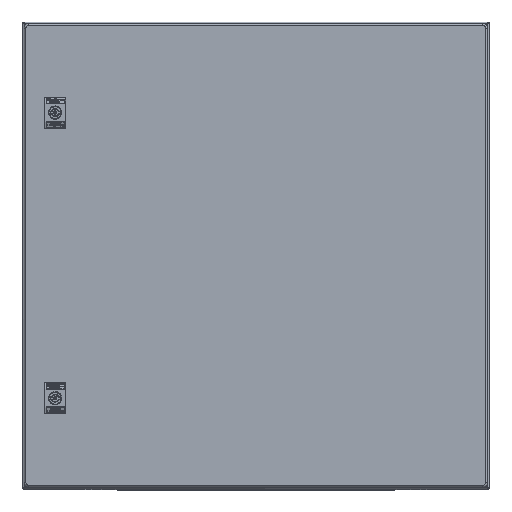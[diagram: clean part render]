
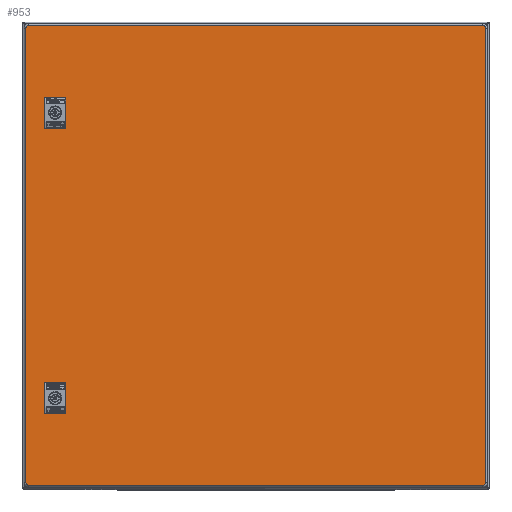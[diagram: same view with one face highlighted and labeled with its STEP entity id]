
A CAD part, top view. The second image highlights one B-rep face of the part: STEP entity #953.
In plain terms, the highlighted planar face has unit normal (0, 0, 1).
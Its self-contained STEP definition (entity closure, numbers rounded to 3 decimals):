
#953=ADVANCED_FACE('',(#5688,#5689,#5690),#5691,.T.);
#5688=FACE_OUTER_BOUND('',#16044,.T.);
#5689=FACE_BOUND('',#16045,.T.);
#5690=FACE_BOUND('',#16046,.T.);
#5691=PLANE('',#16047);
#16044=EDGE_LOOP('',(#34115,#34116,#34117,#34118,#34119,#34120,#34121,#34122));
#16045=EDGE_LOOP('',(#34123,#34124,#34125,#34126));
#16046=EDGE_LOOP('',(#34127,#34128,#34129,#34130));
#16047=AXIS2_PLACEMENT_3D('',#34131,#34132,#34133);
#34115=ORIENTED_EDGE('',*,*,#62261,.F.);
#34116=ORIENTED_EDGE('',*,*,#62262,.T.);
#34117=ORIENTED_EDGE('',*,*,#62263,.F.);
#34118=ORIENTED_EDGE('',*,*,#62264,.T.);
#34119=ORIENTED_EDGE('',*,*,#62265,.F.);
#34120=ORIENTED_EDGE('',*,*,#62266,.T.);
#34121=ORIENTED_EDGE('',*,*,#62267,.F.);
#34122=ORIENTED_EDGE('',*,*,#62268,.T.);
#34123=ORIENTED_EDGE('',*,*,#62269,.F.);
#34124=ORIENTED_EDGE('',*,*,#62270,.T.);
#34125=ORIENTED_EDGE('',*,*,#62271,.F.);
#34126=ORIENTED_EDGE('',*,*,#62272,.T.);
#34127=ORIENTED_EDGE('',*,*,#62273,.F.);
#34128=ORIENTED_EDGE('',*,*,#62274,.T.);
#34129=ORIENTED_EDGE('',*,*,#62275,.F.);
#34130=ORIENTED_EDGE('',*,*,#62276,.T.);
#34131=CARTESIAN_POINT('',(-0.3,0.0,252.51));
#34132=DIRECTION('',(0.0,0.0,1.0));
#34133=DIRECTION('',(1.0,0.0,0.0));
#62261=EDGE_CURVE('',#73674,#73675,#73676,.T.);
#62262=EDGE_CURVE('',#73674,#73677,#73678,.T.);
#62263=EDGE_CURVE('',#73679,#73677,#73680,.T.);
#62264=EDGE_CURVE('',#73679,#73681,#73682,.T.);
#62265=EDGE_CURVE('',#73683,#73681,#73684,.T.);
#62266=EDGE_CURVE('',#73683,#73685,#73686,.T.);
#62267=EDGE_CURVE('',#73687,#73685,#73688,.T.);
#62268=EDGE_CURVE('',#73687,#73675,#73689,.T.);
#62269=EDGE_CURVE('',#73690,#73691,#73692,.T.);
#62270=EDGE_CURVE('',#73690,#73693,#73694,.T.);
#62271=EDGE_CURVE('',#73695,#73693,#73696,.T.);
#62272=EDGE_CURVE('',#73695,#73691,#73697,.T.);
#62273=EDGE_CURVE('',#73698,#73699,#73700,.T.);
#62274=EDGE_CURVE('',#73698,#73701,#73702,.T.);
#62275=EDGE_CURVE('',#73703,#73701,#73704,.T.);
#62276=EDGE_CURVE('',#73703,#73699,#73705,.T.);
#73674=VERTEX_POINT('',#91997);
#73675=VERTEX_POINT('',#91998);
#73676=CIRCLE('',#91999,3.5);
#73677=VERTEX_POINT('',#92000);
#73678=LINE('',#92001,#92002);
#73679=VERTEX_POINT('',#92003);
#73680=CIRCLE('',#92004,3.5);
#73681=VERTEX_POINT('',#92005);
#73682=LINE('',#92006,#92007);
#73683=VERTEX_POINT('',#92008);
#73684=CIRCLE('',#92009,3.5);
#73685=VERTEX_POINT('',#92010);
#73686=LINE('',#92011,#92012);
#73687=VERTEX_POINT('',#92013);
#73688=CIRCLE('',#92014,3.5);
#73689=LINE('',#92015,#92016);
#73690=VERTEX_POINT('',#92017);
#73691=VERTEX_POINT('',#92018);
#73692=CIRCLE('',#92019,11.75);
#73693=VERTEX_POINT('',#92020);
#73694=LINE('',#92021,#92022);
#73695=VERTEX_POINT('',#92023);
#73696=CIRCLE('',#92024,11.75);
#73697=LINE('',#92025,#92026);
#73698=VERTEX_POINT('',#92027);
#73699=VERTEX_POINT('',#92028);
#73700=CIRCLE('',#92029,11.75);
#73701=VERTEX_POINT('',#92030);
#73702=LINE('',#92031,#92032);
#73703=VERTEX_POINT('',#92033);
#73704=CIRCLE('',#92034,11.75);
#73705=LINE('',#92035,#92036);
#91997=CARTESIAN_POINT('',(291.5,295.3,252.51));
#91998=CARTESIAN_POINT('',(295.,291.8,252.51));
#91999=AXIS2_PLACEMENT_3D('',#124598,#124599,#124600);
#92000=CARTESIAN_POINT('',(-292.1,295.3,252.51));
#92001=CARTESIAN_POINT('',(291.5,295.3,252.51));
#92002=VECTOR('',#124601,583.6);
#92003=CARTESIAN_POINT('',(-295.6,291.8,252.51));
#92004=AXIS2_PLACEMENT_3D('',#124602,#124603,#124604);
#92005=CARTESIAN_POINT('',(-295.6,-291.8,252.51));
#92006=CARTESIAN_POINT('',(-295.6,291.8,252.51));
#92007=VECTOR('',#124605,583.6);
#92008=CARTESIAN_POINT('',(-292.1,-295.3,252.51));
#92009=AXIS2_PLACEMENT_3D('',#124606,#124607,#124608);
#92010=CARTESIAN_POINT('',(291.5,-295.3,252.51));
#92011=CARTESIAN_POINT('',(-292.1,-295.3,252.51));
#92012=VECTOR('',#124609,583.6);
#92013=CARTESIAN_POINT('',(295.,-291.8,252.51));
#92014=AXIS2_PLACEMENT_3D('',#124610,#124611,#124612);
#92015=CARTESIAN_POINT('',(295.,-291.8,252.51));
#92016=VECTOR('',#124613,583.6);
#92017=CARTESIAN_POINT('',(-248.,189.504,252.51));
#92018=CARTESIAN_POINT('',(-268.2,189.504,252.51));
#92019=AXIS2_PLACEMENT_3D('',#124614,#124615,#124616);
#92020=CARTESIAN_POINT('',(-248.,177.496,252.51));
#92021=CARTESIAN_POINT('',(-248.,189.504,252.51));
#92022=VECTOR('',#124617,12.009);
#92023=CARTESIAN_POINT('',(-268.2,177.496,252.51));
#92024=AXIS2_PLACEMENT_3D('',#124618,#124619,#124620);
#92025=CARTESIAN_POINT('',(-268.2,177.496,252.51));
#92026=VECTOR('',#124621,12.009);
#92027=CARTESIAN_POINT('',(-248.,-177.496,252.51));
#92028=CARTESIAN_POINT('',(-268.2,-177.496,252.51));
#92029=AXIS2_PLACEMENT_3D('',#124622,#124623,#124624);
#92030=CARTESIAN_POINT('',(-248.,-189.504,252.51));
#92031=CARTESIAN_POINT('',(-248.,-177.496,252.51));
#92032=VECTOR('',#124625,12.009);
#92033=CARTESIAN_POINT('',(-268.2,-189.504,252.51));
#92034=AXIS2_PLACEMENT_3D('',#124626,#124627,#124628);
#92035=CARTESIAN_POINT('',(-268.2,-189.504,252.51));
#92036=VECTOR('',#124629,12.009);
#124598=CARTESIAN_POINT('',(291.5,291.8,252.51));
#124599=DIRECTION('',(0.0,0.0,-1.0));
#124600=DIRECTION('',(0.,1.0,0.0));
#124601=DIRECTION('',(-1.0,0.,0.0));
#124602=CARTESIAN_POINT('',(-292.1,291.8,252.51));
#124603=DIRECTION('',(-0.0,0.0,-1.0));
#124604=DIRECTION('',(-1.0,0.,0.0));
#124605=DIRECTION('',(0.,-1.0,0.0));
#124606=CARTESIAN_POINT('',(-292.1,-291.8,252.51));
#124607=DIRECTION('',(0.0,0.0,-1.0));
#124608=DIRECTION('',(0.,-1.0,0.0));
#124609=DIRECTION('',(1.0,0.,0.0));
#124610=CARTESIAN_POINT('',(291.5,-291.8,252.51));
#124611=DIRECTION('',(0.0,0.0,-1.0));
#124612=DIRECTION('',(1.0,0.,0.0));
#124613=DIRECTION('',(0.0,1.0,0.0));
#124614=CARTESIAN_POINT('',(-258.1,183.5,252.51));
#124615=DIRECTION('',(0.0,-0.0,1.0));
#124616=DIRECTION('',(0.86,0.511,0.0));
#124617=DIRECTION('',(0.,-1.0,0.0));
#124618=CARTESIAN_POINT('',(-258.1,183.5,252.51));
#124619=DIRECTION('',(0.0,0.0,1.0));
#124620=DIRECTION('',(-0.86,-0.511,0.0));
#124621=DIRECTION('',(0.,1.0,0.0));
#124622=CARTESIAN_POINT('',(-258.1,-183.5,252.51));
#124623=DIRECTION('',(0.0,-0.0,1.0));
#124624=DIRECTION('',(0.86,0.511,0.0));
#124625=DIRECTION('',(0.,-1.0,0.0));
#124626=CARTESIAN_POINT('',(-258.1,-183.5,252.51));
#124627=DIRECTION('',(0.0,0.0,1.0));
#124628=DIRECTION('',(-0.86,-0.511,0.0));
#124629=DIRECTION('',(0.,1.0,0.0));
